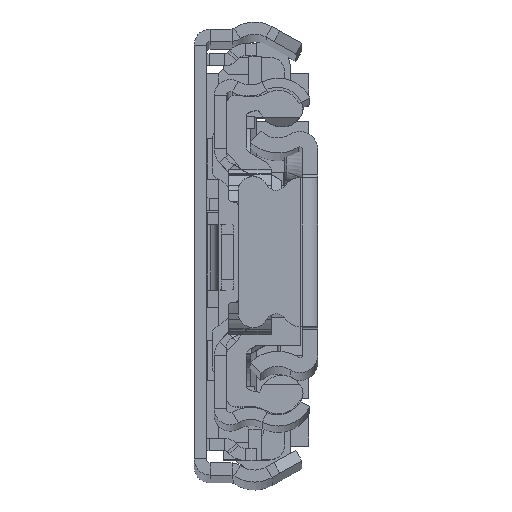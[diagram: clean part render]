
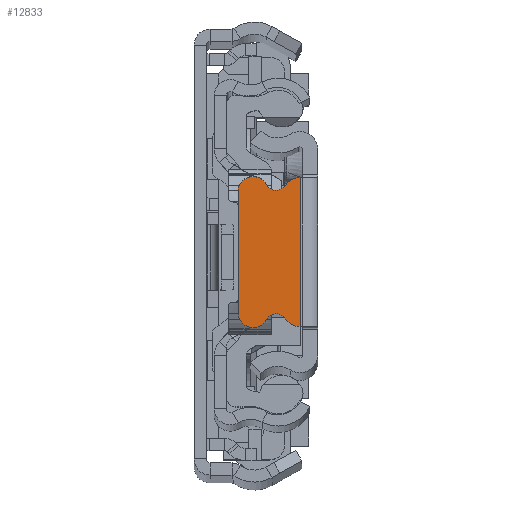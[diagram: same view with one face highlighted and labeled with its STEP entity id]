
A CAD part, top view. The second image highlights one B-rep face of the part: STEP entity #12833.
In plain terms, the highlighted planar face has unit normal (0, 0, 1).
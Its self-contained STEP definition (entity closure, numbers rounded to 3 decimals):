
#266 = VERTEX_POINT ( 'NONE', #17582 ) ;
#316 = CARTESIAN_POINT ( 'NONE',  ( -1.929, 7.37, 0. ) ) ;
#355 = DIRECTION ( 'NONE',  ( 0., 0., 1. ) ) ;
#1172 = VERTEX_POINT ( 'NONE', #11188 ) ;
#1715 = VERTEX_POINT ( 'NONE', #25884 ) ;
#1774 = ORIENTED_EDGE ( 'NONE', *, *, #11990, .T. ) ;
#2364 = DIRECTION ( 'NONE',  ( 1., 0., 0. ) ) ;
#2552 = CARTESIAN_POINT ( 'NONE',  ( -7.929, -6., 0. ) ) ;
#2735 = EDGE_CURVE ( 'NONE', #14228, #5935, #29222, .T. ) ;
#2781 = AXIS2_PLACEMENT_3D ( 'NONE', #31927, #28866, #8721 ) ;
#2838 = DIRECTION ( 'NONE',  ( -1., 0., 0. ) ) ;
#3233 = VERTEX_POINT ( 'NONE', #15637 ) ;
#4213 = CARTESIAN_POINT ( 'NONE',  ( -1.929, 7.37, 0. ) ) ;
#4613 = DIRECTION ( 'NONE',  ( 1., 0., 0. ) ) ;
#4981 = EDGE_CURVE ( 'NONE', #1172, #1715, #16577, .T. ) ;
#5869 = ORIENTED_EDGE ( 'NONE', *, *, #4981, .F. ) ;
#5935 = VERTEX_POINT ( 'NONE', #13573 ) ;
#6860 = ORIENTED_EDGE ( 'NONE', *, *, #24415, .F. ) ;
#7099 = CARTESIAN_POINT ( 'NONE',  ( -1.929, -5.87, 0. ) ) ;
#7321 = CARTESIAN_POINT ( 'NONE',  ( -3.206, 6.658, 0. ) ) ;
#7614 = CARTESIAN_POINT ( 'NONE',  ( -5.109, 6.713, 0. ) ) ;
#7952 = FACE_OUTER_BOUND ( 'NONE', #24504, .T. ) ;
#8009 = VERTEX_POINT ( 'NONE', #7321 ) ;
#8116 = LINE ( 'NONE', #2552, #30284 ) ;
#8166 = VERTEX_POINT ( 'NONE', #26438 ) ;
#8721 = DIRECTION ( 'NONE',  ( -1., 0., 0. ) ) ;
#9125 = DIRECTION ( 'NONE',  ( 0., -1., 0. ) ) ;
#9939 = CIRCLE ( 'NONE', #18020, 1.1 ) ;
#10078 = VERTEX_POINT ( 'NONE', #316 ) ;
#10650 = PLANE ( 'NONE',  #11000 ) ;
#11000 = AXIS2_PLACEMENT_3D ( 'NONE', #26218, #355, #20774 ) ;
#11188 = CARTESIAN_POINT ( 'NONE',  ( -1.75, 7.37, 0. ) ) ;
#11375 = DIRECTION ( 'NONE',  ( 1., 0., 0. ) ) ;
#11990 = EDGE_CURVE ( 'NONE', #19455, #3233, #12987, .T. ) ;
#12120 = EDGE_CURVE ( 'NONE', #10078, #8009, #23278, .T. ) ;
#12254 = EDGE_CURVE ( 'NONE', #8166, #14228, #13032, .T. ) ;
#12284 = CARTESIAN_POINT ( 'NONE',  ( -4.142, -7.236, 0. ) ) ;
#12433 = CIRCLE ( 'NONE', #15644, 1.5 ) ;
#12833 = ADVANCED_FACE ( 'NONE', ( #7952 ), #10650, .T. ) ;
#12859 = DIRECTION ( 'NONE',  ( 0., -1., 0. ) ) ;
#12973 = CARTESIAN_POINT ( 'NONE',  ( -6.429, 6., 0. ) ) ;
#12987 = CIRCLE ( 'NONE', #18903, 1.5 ) ;
#13032 = CIRCLE ( 'NONE', #31956, 1.1 ) ;
#13573 = CARTESIAN_POINT ( 'NONE',  ( -1.929, -7.37, 0. ) ) ;
#13692 = ORIENTED_EDGE ( 'NONE', *, *, #12254, .T. ) ;
#13913 = DIRECTION ( 'NONE',  ( 0., 0., -1. ) ) ;
#14228 = VERTEX_POINT ( 'NONE', #15464 ) ;
#14355 = VECTOR ( 'NONE', #9125, 1000. ) ;
#14709 = LINE ( 'NONE', #4213, #23831 ) ;
#14826 = VECTOR ( 'NONE', #31227, 1000. ) ;
#15120 = ORIENTED_EDGE ( 'NONE', *, *, #15537, .T. ) ;
#15331 = CARTESIAN_POINT ( 'NONE',  ( -1.929, -7.37, 0. ) ) ;
#15464 = CARTESIAN_POINT ( 'NONE',  ( -3.206, -6.658, 0. ) ) ;
#15537 = EDGE_CURVE ( 'NONE', #266, #8166, #12433, .T. ) ;
#15637 = CARTESIAN_POINT ( 'NONE',  ( -7.929, 6., 0. ) ) ;
#15644 = AXIS2_PLACEMENT_3D ( 'NONE', #17463, #32878, #4613 ) ;
#15659 = LINE ( 'NONE', #15331, #14826 ) ;
#16577 = LINE ( 'NONE', #24560, #14355 ) ;
#16629 = ORIENTED_EDGE ( 'NONE', *, *, #2735, .T. ) ;
#17251 = EDGE_CURVE ( 'NONE', #3233, #266, #8116, .T. ) ;
#17405 = DIRECTION ( 'NONE',  ( 1., 0., 0. ) ) ;
#17463 = CARTESIAN_POINT ( 'NONE',  ( -6.429, -6., 0. ) ) ;
#17582 = CARTESIAN_POINT ( 'NONE',  ( -7.929, -6., 0. ) ) ;
#18020 = AXIS2_PLACEMENT_3D ( 'NONE', #26952, #13913, #11375 ) ;
#18903 = AXIS2_PLACEMENT_3D ( 'NONE', #12973, #22965, #2838 ) ;
#19157 = ORIENTED_EDGE ( 'NONE', *, *, #27828, .F. ) ;
#19455 = VERTEX_POINT ( 'NONE', #7614 ) ;
#20251 = DIRECTION ( 'NONE',  ( 0., 0., 1. ) ) ;
#20774 = DIRECTION ( 'NONE',  ( 1., 0., 0. ) ) ;
#22063 = DIRECTION ( 'NONE',  ( 0., 0., -1. ) ) ;
#22965 = DIRECTION ( 'NONE',  ( 0., 0., 1. ) ) ;
#23278 = CIRCLE ( 'NONE', #2781, 1.5 ) ;
#23434 = ORIENTED_EDGE ( 'NONE', *, *, #27096, .T. ) ;
#23831 = VECTOR ( 'NONE', #17405, 1000. ) ;
#24415 = EDGE_CURVE ( 'NONE', #10078, #1172, #14709, .T. ) ;
#24504 = EDGE_LOOP ( 'NONE', ( #5869, #6860, #33271, #23434, #1774, #28021, #15120, #13692, #16629, #19157 ) ) ;
#24560 = CARTESIAN_POINT ( 'NONE',  ( -1.75, 0., 0. ) ) ;
#25884 = CARTESIAN_POINT ( 'NONE',  ( -1.75, -7.37, 0. ) ) ;
#26218 = CARTESIAN_POINT ( 'NONE',  ( 442.771, 0., 0. ) ) ;
#26438 = CARTESIAN_POINT ( 'NONE',  ( -5.109, -6.713, 0. ) ) ;
#26952 = CARTESIAN_POINT ( 'NONE',  ( -4.142, 7.236, 0. ) ) ;
#27096 = EDGE_CURVE ( 'NONE', #8009, #19455, #9939, .T. ) ;
#27169 = DIRECTION ( 'NONE',  ( -1., 0., 0. ) ) ;
#27828 = EDGE_CURVE ( 'NONE', #1715, #5935, #15659, .T. ) ;
#28021 = ORIENTED_EDGE ( 'NONE', *, *, #17251, .T. ) ;
#28866 = DIRECTION ( 'NONE',  ( 0., 0., 1. ) ) ;
#29222 = CIRCLE ( 'NONE', #29769, 1.5 ) ;
#29769 = AXIS2_PLACEMENT_3D ( 'NONE', #7099, #20251, #2364 ) ;
#30284 = VECTOR ( 'NONE', #12859, 1000. ) ;
#31227 = DIRECTION ( 'NONE',  ( -1., 0., 0. ) ) ;
#31927 = CARTESIAN_POINT ( 'NONE',  ( -1.929, 5.87, 0. ) ) ;
#31956 = AXIS2_PLACEMENT_3D ( 'NONE', #12284, #22063, #27169 ) ;
#32878 = DIRECTION ( 'NONE',  ( 0., 0., 1. ) ) ;
#33271 = ORIENTED_EDGE ( 'NONE', *, *, #12120, .T. ) ;
